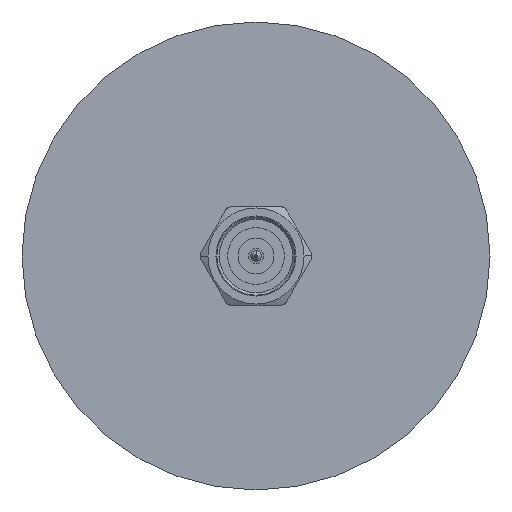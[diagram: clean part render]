
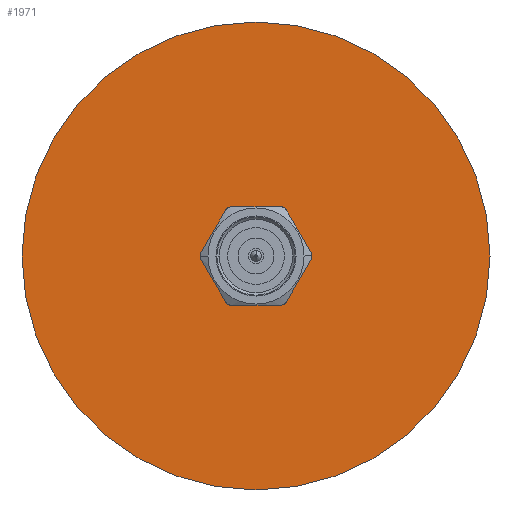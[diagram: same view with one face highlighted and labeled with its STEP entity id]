
A CAD part, left-side view. The second image highlights one B-rep face of the part: STEP entity #1971.
In plain terms, the highlighted planar face has unit normal (-1, 0, 0).
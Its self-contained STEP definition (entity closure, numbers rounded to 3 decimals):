
#75 = CIRCLE ( 'NONE', #2944, 3.975 ) ;
#114 = DIRECTION ( 'NONE',  ( 1., 0., 0. ) ) ;
#123 = AXIS2_PLACEMENT_3D ( 'NONE', #700, #1131, #1119 ) ;
#131 = ORIENTED_EDGE ( 'NONE', *, *, #610, .F. ) ;
#169 = EDGE_CURVE ( 'NONE', #1014, #1010, #1694, .T. ) ;
#190 = ORIENTED_EDGE ( 'NONE', *, *, #2725, .T. ) ;
#288 = VERTEX_POINT ( 'NONE', #1265 ) ;
#541 = DIRECTION ( 'NONE',  ( 0., -1., 0. ) ) ;
#582 = DIRECTION ( 'NONE',  ( -1., 0., 0. ) ) ;
#610 = EDGE_CURVE ( 'NONE', #288, #1581, #1402, .T. ) ;
#700 = CARTESIAN_POINT ( 'NONE',  ( 3002.582, 1398.98, 0. ) ) ;
#818 = ORIENTED_EDGE ( 'NONE', *, *, #1554, .F. ) ;
#1010 = VERTEX_POINT ( 'NONE', #1605 ) ;
#1014 = VERTEX_POINT ( 'NONE', #1562 ) ;
#1119 = DIRECTION ( 'NONE',  ( 0., -1., 0. ) ) ;
#1131 = DIRECTION ( 'NONE',  ( -1., 0., 0. ) ) ;
#1195 = CARTESIAN_POINT ( 'NONE',  ( 3002.582, 0., 0. ) ) ;
#1265 = CARTESIAN_POINT ( 'NONE',  ( 3002.582, 1395.005, 0. ) ) ;
#1278 = CIRCLE ( 'NONE', #2473, 19. ) ;
#1402 = CIRCLE ( 'NONE', #123, 3.975 ) ;
#1458 = EDGE_LOOP ( 'NONE', ( #1744, #190 ) ) ;
#1554 = EDGE_CURVE ( 'NONE', #1581, #288, #75, .T. ) ;
#1556 = DIRECTION ( 'NONE',  ( 0., -1., 0. ) ) ;
#1562 = CARTESIAN_POINT ( 'NONE',  ( 3002.582, 1379.98, 0. ) ) ;
#1581 = VERTEX_POINT ( 'NONE', #2810 ) ;
#1605 = CARTESIAN_POINT ( 'NONE',  ( 3002.582, 1417.98, 0. ) ) ;
#1658 = DIRECTION ( 'NONE',  ( 0., 1., 0. ) ) ;
#1694 = CIRCLE ( 'NONE', #1781, 19. ) ;
#1744 = ORIENTED_EDGE ( 'NONE', *, *, #169, .T. ) ;
#1774 = CARTESIAN_POINT ( 'NONE',  ( 3002.582, 1398.98, 0. ) ) ;
#1781 = AXIS2_PLACEMENT_3D ( 'NONE', #1875, #2509, #2341 ) ;
#1875 = CARTESIAN_POINT ( 'NONE',  ( 3002.582, 1398.98, 0. ) ) ;
#1971 = ADVANCED_FACE ( 'NONE', ( #2627, #2394 ), #2149, .F. ) ;
#2039 = EDGE_LOOP ( 'NONE', ( #131, #818 ) ) ;
#2079 = AXIS2_PLACEMENT_3D ( 'NONE', #1195, #114, #1658 ) ;
#2149 = PLANE ( 'NONE',  #2079 ) ;
#2167 = CARTESIAN_POINT ( 'NONE',  ( 3002.582, 1398.98, 0. ) ) ;
#2341 = DIRECTION ( 'NONE',  ( 0., -1., 0. ) ) ;
#2394 = FACE_BOUND ( 'NONE', #2039, .T. ) ;
#2473 = AXIS2_PLACEMENT_3D ( 'NONE', #1774, #2899, #1556 ) ;
#2509 = DIRECTION ( 'NONE',  ( -1., 0., 0. ) ) ;
#2627 = FACE_OUTER_BOUND ( 'NONE', #1458, .T. ) ;
#2725 = EDGE_CURVE ( 'NONE', #1010, #1014, #1278, .T. ) ;
#2810 = CARTESIAN_POINT ( 'NONE',  ( 3002.582, 1402.955, 0. ) ) ;
#2899 = DIRECTION ( 'NONE',  ( -1., 0., 0. ) ) ;
#2944 = AXIS2_PLACEMENT_3D ( 'NONE', #2167, #582, #541 ) ;
